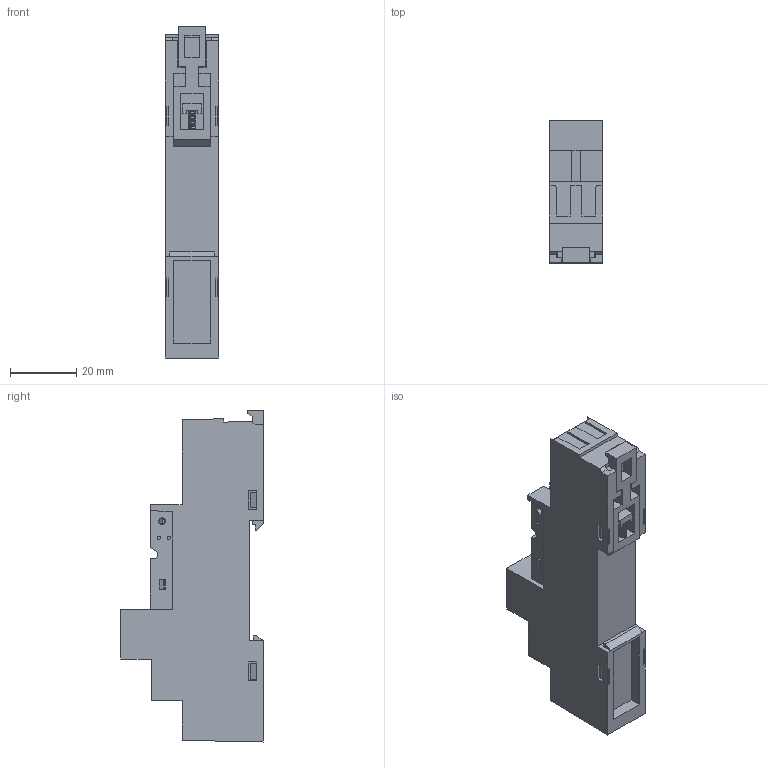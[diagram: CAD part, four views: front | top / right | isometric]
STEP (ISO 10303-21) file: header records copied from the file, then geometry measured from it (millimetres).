
FILE_DESCRIPTION (( 'STEP AP214' ), '1' );
FILE_NAME ('PYF-122BE_3.STEP', '2021-02-09T06:35:53', ( 'managet2' ), ( '' ), 'SwSTEP 2.0', 'SolidWorks 2016', '' );
FILE_SCHEMA (( 'AUTOMOTIVE_DESIGN' ));
Length unit declared in the file: millimetre
Products named in the file (12): 咈懤錪_122-1; PYF-122BE_3-1; PYF-122BE_3
Assembly tree (9 placements, depth 2):
  咈懤錪_122-1
  咈懤錪_122-1
  咈懤錪_122-1
  咈懤錪_122-1
  PYF-122BE_3-1
Bounding box: 16 x 43 x 100 mm (x, y, z)
Surface area: 18722.6 mm2 (no closed solid volume)
Topology: 0 solids, 30 shells, 1860 faces, 5201 edges, 3362 vertices
Faces by surface type: plane 1262, cylinder 398, bspline 143, cone 57
Entity records: 42707 total; most frequent: CARTESIAN_POINT 11212, ORIENTED_EDGE 6566, DIRECTION 5974, EDGE_CURVE 3283, LINE 2446, VECTOR 2446, VERTEX_POINT 2102, AXIS2_PLACEMENT_3D 1764
